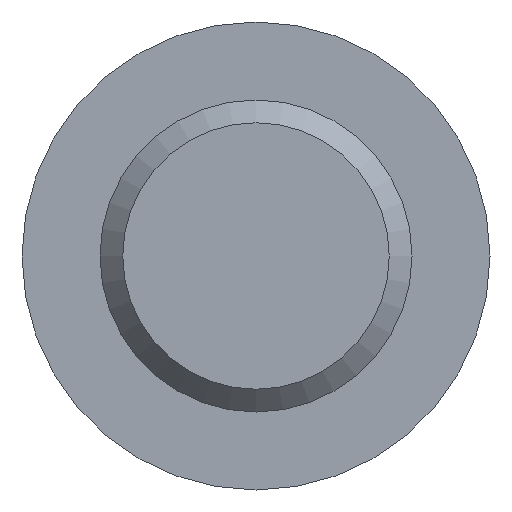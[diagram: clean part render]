
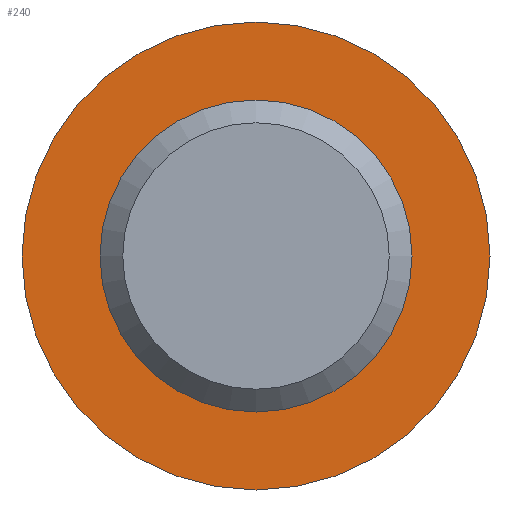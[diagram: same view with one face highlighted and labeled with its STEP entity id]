
A CAD part, front view. The second image highlights one B-rep face of the part: STEP entity #240.
In plain terms, the highlighted planar face has unit normal (0, -1, 0).
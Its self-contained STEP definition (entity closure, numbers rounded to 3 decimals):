
#76 = DIRECTION ( 'NONE',  ( 0., -1., 0. ) ) ;
#88 = CIRCLE ( 'NONE', #388, 9. ) ;
#90 = CARTESIAN_POINT ( 'NONE',  ( 0., 16., -9. ) ) ;
#103 = AXIS2_PLACEMENT_3D ( 'NONE', #457, #76, #253 ) ;
#106 = EDGE_CURVE ( 'NONE', #135, #135, #488, .T. ) ;
#113 = FACE_OUTER_BOUND ( 'NONE', #174, .T. ) ;
#135 = VERTEX_POINT ( 'NONE', #516 ) ;
#145 = EDGE_CURVE ( 'NONE', #315, #315, #88, .T. ) ;
#153 = FACE_BOUND ( 'NONE', #467, .T. ) ;
#156 = PLANE ( 'NONE',  #277 ) ;
#174 = EDGE_LOOP ( 'NONE', ( #379 ) ) ;
#240 = ADVANCED_FACE ( 'NONE', ( #153, #113 ), #156, .F. ) ;
#250 = DIRECTION ( 'NONE',  ( 0., -1., 0. ) ) ;
#253 = DIRECTION ( 'NONE',  ( 0., 0., -1. ) ) ;
#277 = AXIS2_PLACEMENT_3D ( 'NONE', #331, #497, #294 ) ;
#294 = DIRECTION ( 'NONE',  ( 0., 0., 1. ) ) ;
#315 = VERTEX_POINT ( 'NONE', #90 ) ;
#331 = CARTESIAN_POINT ( 'NONE',  ( -6., 16., 0. ) ) ;
#336 = DIRECTION ( 'NONE',  ( 0., 0., -1. ) ) ;
#378 = CARTESIAN_POINT ( 'NONE',  ( 0., 16., 0. ) ) ;
#379 = ORIENTED_EDGE ( 'NONE', *, *, #145, .T. ) ;
#388 = AXIS2_PLACEMENT_3D ( 'NONE', #378, #250, #336 ) ;
#456 = ORIENTED_EDGE ( 'NONE', *, *, #106, .F. ) ;
#457 = CARTESIAN_POINT ( 'NONE',  ( 0., 16., 0. ) ) ;
#467 = EDGE_LOOP ( 'NONE', ( #456 ) ) ;
#488 = CIRCLE ( 'NONE', #103, 6. ) ;
#497 = DIRECTION ( 'NONE',  ( 0., 1., 0. ) ) ;
#516 = CARTESIAN_POINT ( 'NONE',  ( 0., 16., -6. ) ) ;
